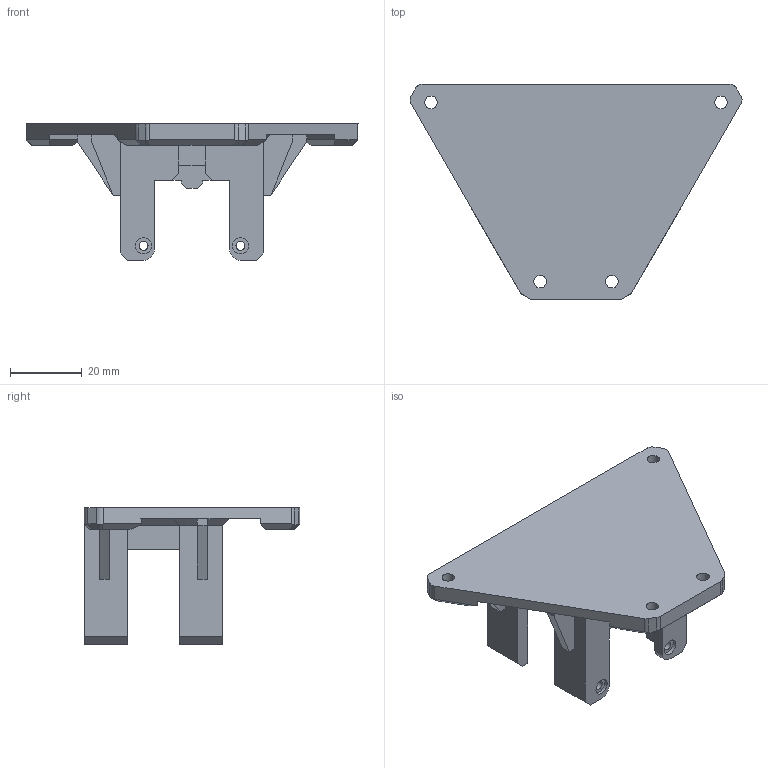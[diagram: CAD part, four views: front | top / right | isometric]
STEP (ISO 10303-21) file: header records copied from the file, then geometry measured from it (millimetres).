
FILE_DESCRIPTION( ( '' ), ' ' );
FILE_NAME( '5cafa8ad6e1b28179f496aee.step', '2019-04-11T20:50:54', ( '' ), ( '' ), ' ', ' ', ' ' );
FILE_SCHEMA( ( 'AUTOMOTIVE_DESIGN { 1 0 10303 214 1 1 1 1 }' ) );
Length unit declared in the file: metre
Products named in the file (1): Part 1
Bounding box: 92.53 x 60 x 38 mm (x, y, z)
Volume: 26150 mm3; surface area: 17845 mm2
Topology: 1 solids, 1 shells, 198 faces, 541 edges, 354 vertices
Faces by surface type: plane 166, cylinder 32
Full cylindrical faces by diameter (mm): 2.5 x4, 3.5 x4, 4.5 x4
Entity records: 7713 total; most frequent: CARTESIAN_POINT 1086, ORIENTED_EDGE 1050, DIRECTION 987, EDGE_CURVE 525, LINE 453, VECTOR 453, VERTEX_POINT 350, AXIS2_PLACEMENT_3D 267
